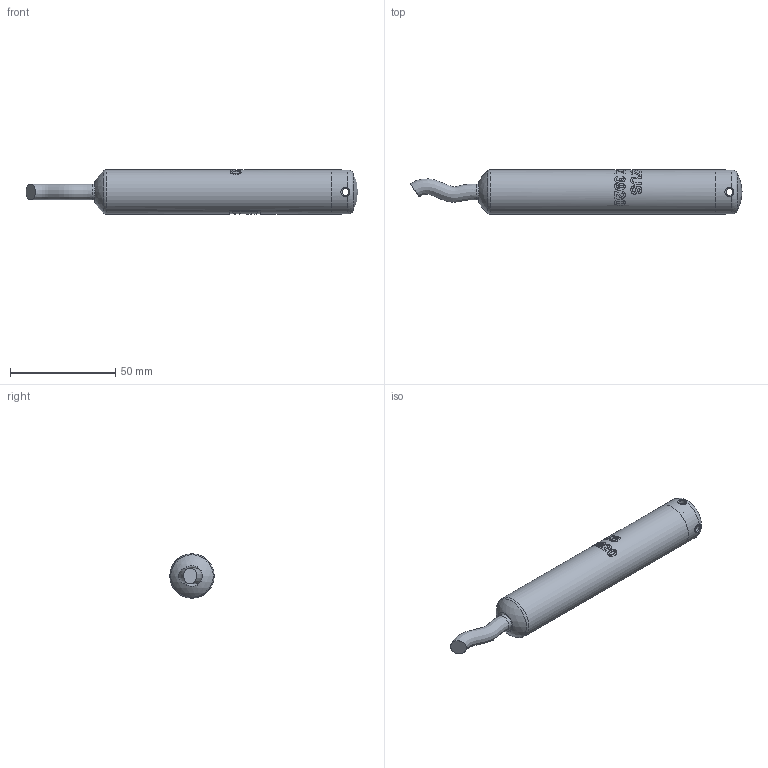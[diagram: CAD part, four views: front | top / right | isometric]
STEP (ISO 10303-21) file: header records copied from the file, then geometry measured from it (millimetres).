
FILE_DESCRIPTION(/* description */ (''),/* implementation_level */ '2;1');
FILE_NAME(/* name */ 'ALZ3920_standard.step',/* time_stamp */ '2021-07-29T15:27:32+03:00',/* author */ (''),/* organization */ (''),/* preprocessor_version */ 'ST-DEVELOPER v18.1',/* originating_system */ 'Autodesk Translation Framework v10.9.0.1377',/* authorisation */ '');
FILE_SCHEMA (('AUTOMOTIVE_DESIGN { 1 0 10303 214 3 1 1 }'));
Length unit declared in the file: millimetre
Products named in the file (3): (Unsaved); ALZ; Cover
Assembly tree (2 placements, depth 2):
  (Unsaved)
    ALZ
    Cover
Bounding box: 157.92 x 21 x 21 mm (x, y, z)
Volume: 41134.4 mm3; surface area: 11331.2 mm2
Topology: 3 solids, 3 shells, 310 faces, 839 edges, 557 vertices
Faces by surface type: bspline 242, cylinder 35, plane 25, torus 6, sphere 2
Full cylindrical faces by diameter (mm): 3.3 x4, 7.6 x2, 17 x2, 19 x1, 20 x4, 21 x2
Entity records: 16287 total; most frequent: CARTESIAN_POINT 9807, ORIENTED_EDGE 1678, EDGE_CURVE 839, DIRECTION 667, VERTEX_POINT 557, B_SPLINE_CURVE_WITH_KNOTS 413, EDGE_LOOP 340, LINE 331
